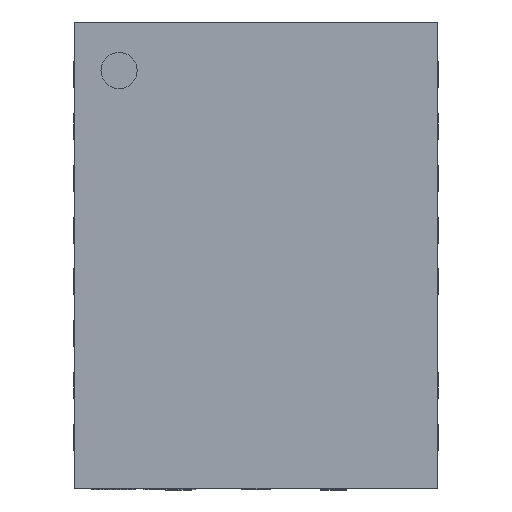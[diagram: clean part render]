
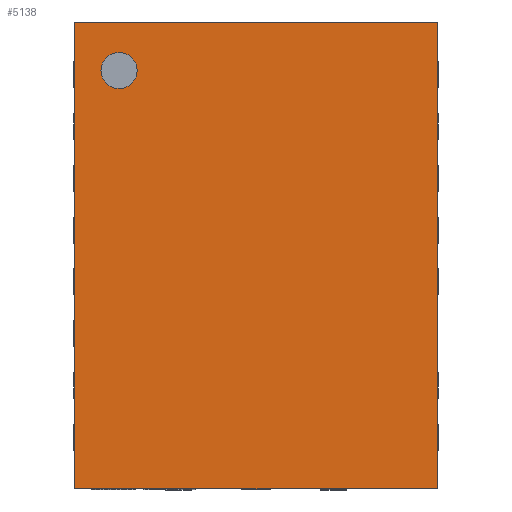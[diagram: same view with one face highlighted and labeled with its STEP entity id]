
A CAD part, top view. The second image highlights one B-rep face of the part: STEP entity #5138.
In plain terms, the highlighted planar face has unit normal (0, 0, 1).
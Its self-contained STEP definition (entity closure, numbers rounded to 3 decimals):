
#186 = CARTESIAN_POINT ( 'NONE',  ( -1.148, 1.79, 0.9 ) ) ;
#342 = FACE_OUTER_BOUND ( 'NONE', #2163, .T. ) ;
#398 = DIRECTION ( 'NONE',  ( 0., 0., 1. ) ) ;
#489 = CARTESIAN_POINT ( 'NONE',  ( -1.323, 1.79, 0.9 ) ) ;
#547 = EDGE_CURVE ( 'NONE', #11338, #2517, #10576, .T. ) ;
#814 = ORIENTED_EDGE ( 'NONE', *, *, #14309, .T. ) ;
#1066 = CARTESIAN_POINT ( 'NONE',  ( -1.75, 2.25, 0.9 ) ) ;
#1274 = CARTESIAN_POINT ( 'NONE',  ( 1.75, -2.25, 0.9 ) ) ;
#2163 = EDGE_LOOP ( 'NONE', ( #14408, #11177, #814, #15843 ) ) ;
#2453 = LINE ( 'NONE', #1066, #4016 ) ;
#2517 = VERTEX_POINT ( 'NONE', #186 ) ;
#2910 = EDGE_CURVE ( 'NONE', #13433, #9843, #17784, .T. ) ;
#3666 = VECTOR ( 'NONE', #12135, 1000. ) ;
#3715 = VECTOR ( 'NONE', #8929, 1000. ) ;
#4016 = VECTOR ( 'NONE', #18100, 1000. ) ;
#4474 = CARTESIAN_POINT ( 'NONE',  ( -1.323, 1.79, 0.9 ) ) ;
#4807 = CARTESIAN_POINT ( 'NONE',  ( 1.75, 2.25, 0.9 ) ) ;
#5138 = ADVANCED_FACE ( 'NONE', ( #11371, #342 ), #8808, .T. ) ;
#5240 = LINE ( 'NONE', #16413, #15363 ) ;
#6008 = DIRECTION ( 'NONE',  ( 0., 0., 1. ) ) ;
#6115 = EDGE_CURVE ( 'NONE', #2517, #11338, #8339, .T. ) ;
#6559 = VERTEX_POINT ( 'NONE', #10227 ) ;
#6604 = AXIS2_PLACEMENT_3D ( 'NONE', #17186, #6008, #8649 ) ;
#8339 = CIRCLE ( 'NONE', #8626, 0.175 ) ;
#8626 = AXIS2_PLACEMENT_3D ( 'NONE', #489, #398, #17328 ) ;
#8649 = DIRECTION ( 'NONE',  ( 1., 0., 0. ) ) ;
#8808 = PLANE ( 'NONE',  #6604 ) ;
#8929 = DIRECTION ( 'NONE',  ( 0., 1., 0. ) ) ;
#9145 = EDGE_CURVE ( 'NONE', #17454, #6559, #2453, .T. ) ;
#9843 = VERTEX_POINT ( 'NONE', #1274 ) ;
#10227 = CARTESIAN_POINT ( 'NONE',  ( -1.75, 2.25, 0.9 ) ) ;
#10384 = DIRECTION ( 'NONE',  ( 1., 0., 0. ) ) ;
#10576 = CIRCLE ( 'NONE', #14405, 0.175 ) ;
#10776 = CARTESIAN_POINT ( 'NONE',  ( -1.75, -2.25, 0.9 ) ) ;
#11177 = ORIENTED_EDGE ( 'NONE', *, *, #9145, .T. ) ;
#11338 = VERTEX_POINT ( 'NONE', #13300 ) ;
#11371 = FACE_BOUND ( 'NONE', #12860, .T. ) ;
#11985 = DIRECTION ( 'NONE',  ( 0., -1., 0. ) ) ;
#12098 = LINE ( 'NONE', #16159, #3715 ) ;
#12135 = DIRECTION ( 'NONE',  ( 1., 0., 0. ) ) ;
#12228 = CARTESIAN_POINT ( 'NONE',  ( -1.75, -2.25, 0.9 ) ) ;
#12860 = EDGE_LOOP ( 'NONE', ( #17244, #18396 ) ) ;
#13300 = CARTESIAN_POINT ( 'NONE',  ( -1.497, 1.79, 0.9 ) ) ;
#13433 = VERTEX_POINT ( 'NONE', #10776 ) ;
#14309 = EDGE_CURVE ( 'NONE', #6559, #13433, #5240, .T. ) ;
#14405 = AXIS2_PLACEMENT_3D ( 'NONE', #4474, #14443, #10384 ) ;
#14408 = ORIENTED_EDGE ( 'NONE', *, *, #14892, .T. ) ;
#14443 = DIRECTION ( 'NONE',  ( 0., 0., 1. ) ) ;
#14892 = EDGE_CURVE ( 'NONE', #9843, #17454, #12098, .T. ) ;
#15363 = VECTOR ( 'NONE', #11985, 1000. ) ;
#15843 = ORIENTED_EDGE ( 'NONE', *, *, #2910, .T. ) ;
#16159 = CARTESIAN_POINT ( 'NONE',  ( 1.75, 2.25, 0.9 ) ) ;
#16413 = CARTESIAN_POINT ( 'NONE',  ( -1.75, 2.25, 0.9 ) ) ;
#17186 = CARTESIAN_POINT ( 'NONE',  ( 0., 0., 0.9 ) ) ;
#17244 = ORIENTED_EDGE ( 'NONE', *, *, #6115, .F. ) ;
#17328 = DIRECTION ( 'NONE',  ( 1., 0., 0. ) ) ;
#17454 = VERTEX_POINT ( 'NONE', #4807 ) ;
#17784 = LINE ( 'NONE', #12228, #3666 ) ;
#18100 = DIRECTION ( 'NONE',  ( -1., 0., 0. ) ) ;
#18396 = ORIENTED_EDGE ( 'NONE', *, *, #547, .F. ) ;
